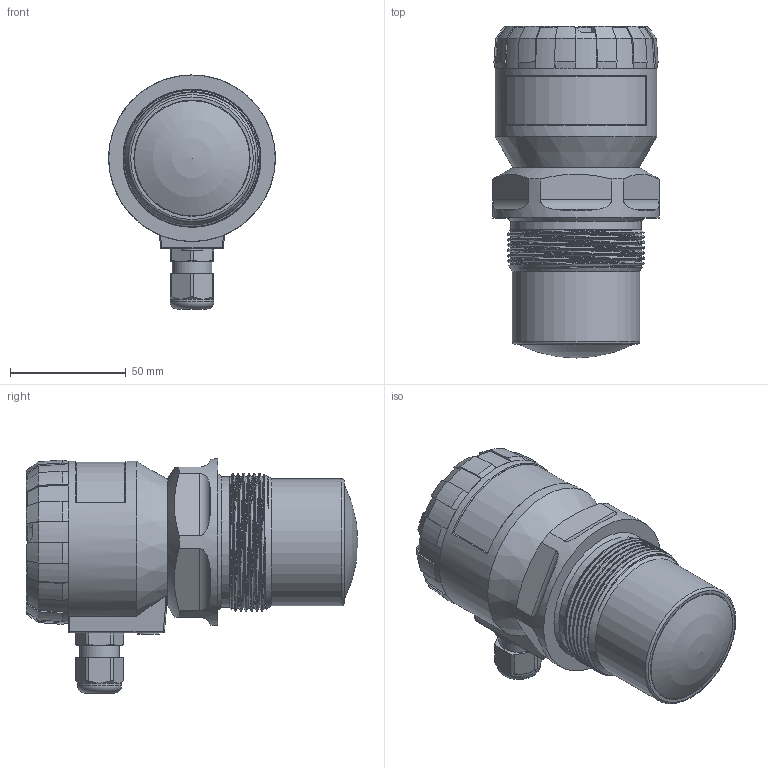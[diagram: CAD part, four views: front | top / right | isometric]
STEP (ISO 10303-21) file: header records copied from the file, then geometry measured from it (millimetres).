
FILE_DESCRIPTION(/* description */ ('Unknown'),/* implementation_level */ '2;1');
FILE_NAME(/* name */ 'ARLM-70N-20-G2-_-B1-D',/* time_stamp */ '2025-12-03T10:35:09+01:00',/* author */ ('Unknown'),/* organization */ ('Unknown'),/* preprocessor_version */ 'ST-DEVELOPER v18.1',/* originating_system */ 'Solid Edge',/* authorisation */ 'Unknown');
FILE_SCHEMA (('AUTOMOTIVE_DESIGN {1 0 10303 214 3 1 1}'));
Length unit declared in the file: millimetre
Products named in the file (1): ARLM-70N-20-G2-_-B1-D
Bounding box: 72 x 143.47 x 101.2 mm (x, y, z)
Volume: 411943.1 mm3; surface area: 57780.1 mm2
Topology: 3 solids, 6 shells, 329 faces, 817 edges, 522 vertices
Faces by surface type: plane 151, cone 92, cylinder 61, bspline 15, sphere 7, torus 3
Full cylindrical faces by diameter (mm): 3.242 x1, 6 x1, 8 x3, 9.5 x1, 10 x3, 14.38 x1, 17.2 x1, 19 x1, 47.76 x1, 47.987 x1, 48.755 x1, 48.947 x1, 55 x1, 56.4 x1, 64 x1, 72 x1
Entity records: 18608 total; most frequent: CARTESIAN_POINT 8831, DIRECTION 1570, ORIENTED_EDGE 1500, EDGE_CURVE 750, AXIS2_PLACEMENT_3D 600, VERTEX_POINT 503, EDGE_LOOP 395, FACE_BOUND 395
